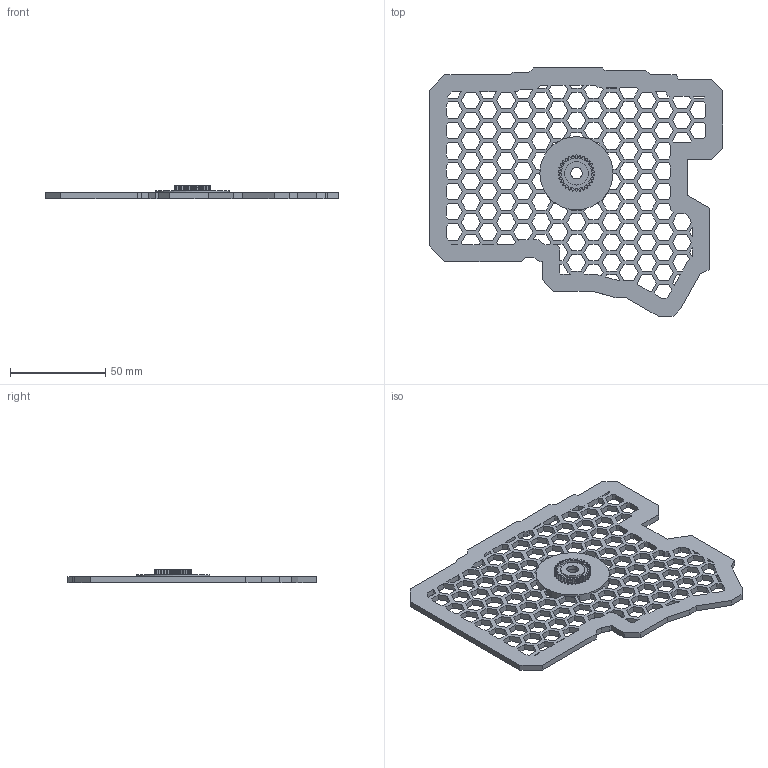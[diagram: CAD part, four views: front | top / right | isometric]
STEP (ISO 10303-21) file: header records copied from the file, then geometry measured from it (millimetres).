
FILE_DESCRIPTION(/* description */ ('KiCad electronic assembly'),/* implementation_level */ '2;1');
FILE_NAME(/* name */ 'magsafe_stand_base.step',/* time_stamp */ '2025-10-04T21:44:36+07:00',/* author */ (''),/* organization */ (''),/* preprocessor_version */ 'ST-DEVELOPER v20.1',/* originating_system */ 'Autodesk Translation Framework v14.17.0.0',/* authorisation */ '');
FILE_SCHEMA (('AUTOMOTIVE_DESIGN { 1 0 10303 214 3 1 1 }'));
Products named in the file (2): 2025-10-01-08-39-03-725; 2025-10-01-17-56-59-623
Assembly tree (1 placements, depth 2):
  2025-10-01-08-39-03-725
    2025-10-01-17-56-59-623
Bounding box: 154.11 x 130.3 x 7.2 mm (x, y, z)
Volume: 30948.5 mm3; surface area: 32453.6 mm2
Topology: 2 solids, 2 shells, 941 faces, 2799 edges, 1866 vertices
Faces by surface type: plane 804, bspline 90, cylinder 47
Full cylindrical faces by diameter (mm): 6 x1, 10.8 x1, 12.4 x1, 16 x1, 38.4 x1
Entity records: 47035 total; most frequent: CARTESIAN_POINT 22079, ORIENTED_EDGE 5598, DIRECTION 4361, EDGE_CURVE 2799, LINE 2465, VECTOR 2465, VERTEX_POINT 1866, EDGE_LOOP 1183
